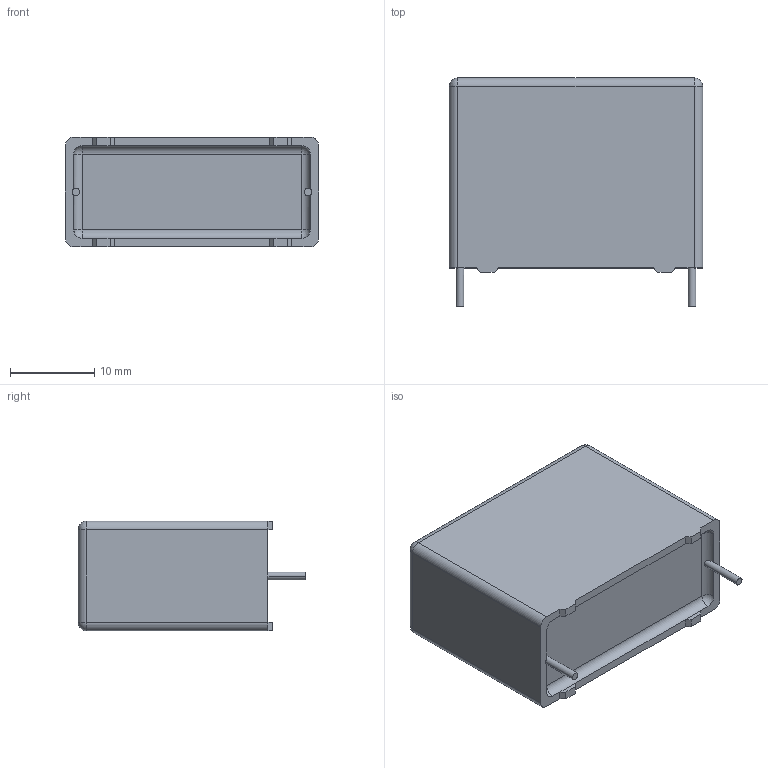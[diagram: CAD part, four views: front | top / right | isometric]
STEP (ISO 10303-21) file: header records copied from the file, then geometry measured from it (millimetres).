
FILE_DESCRIPTION((''),'2;1');
FILE_NAME('C-RECT_P27-5_L30_W13_H23','2019-01-20T',('Dragos'),(''),'PRO/ENGINEER BY PARAMETRIC TECHNOLOGY CORPORATION, 2004440','PRO/ENGINEER BY PARAMETRIC TECHNOLOGY CORPORATION, 2004440','');
FILE_SCHEMA(('AUTOMOTIVE_DESIGN { 1 0 10303 214 1 1 1 1 }'));
Length unit declared in the file: millimetre
Products named in the file (1): C-RECT_P27-5_L30_W13_H23
Bounding box: 30 x 27 x 13 mm (x, y, z)
Volume: 8457.5 mm3; surface area: 2718.7 mm2
Topology: 1 solids, 1 shells, 52 faces, 128 edges, 80 vertices
Faces by surface type: plane 28, cylinder 16, sphere 8
Entity records: 2089 total; most frequent: CARTESIAN_POINT 309, DIRECTION 266, ORIENTED_EDGE 252, PRESENTATION_STYLE_ASSIGNMENT 136, STYLED_ITEM 130, CURVE_STYLE 129, EDGE_CURVE 126, AXIS2_PLACEMENT_3D 89
